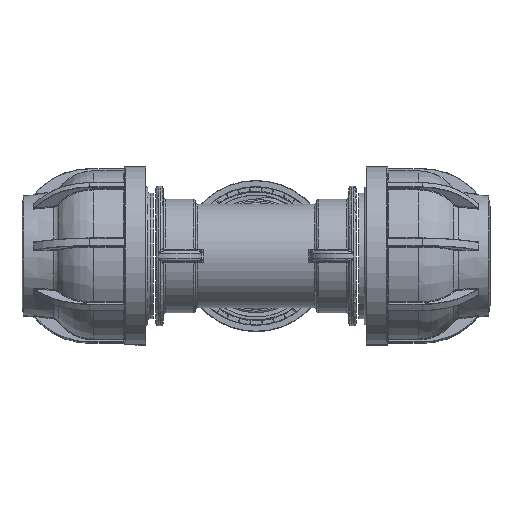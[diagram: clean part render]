
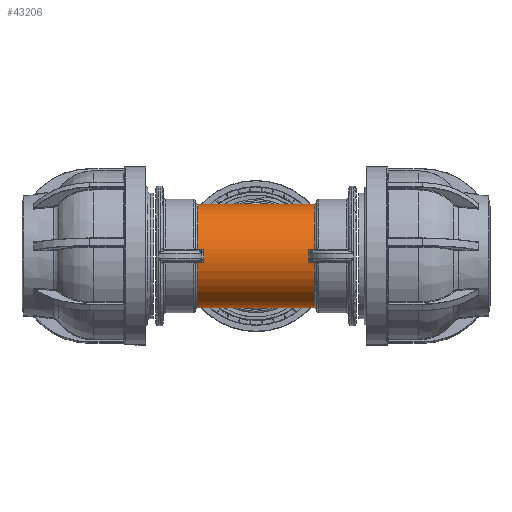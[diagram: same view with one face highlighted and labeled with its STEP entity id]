
A CAD part, front view. The second image highlights one B-rep face of the part: STEP entity #43206.
In plain terms, the highlighted cylindrical face has radius 18 mm (diameter 36 mm), a partial arc.
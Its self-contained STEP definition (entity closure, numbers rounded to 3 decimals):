
#10681 = EDGE_LOOP ( 'NONE', ( #12024, #12026, #12025, #12027, #12028, #12029, #12030, #12031, #12032, #12033, #12034, #12035 ) ) ;
#10831 = VERTEX_POINT ( 'NONE', #52148 ) ;
#10832 = VERTEX_POINT ( 'NONE', #52149 ) ;
#10833 = VERTEX_POINT ( 'NONE', #52150 ) ;
#10834 = VERTEX_POINT ( 'NONE', #52151 ) ;
#10835 = VERTEX_POINT ( 'NONE', #52152 ) ;
#10836 = VERTEX_POINT ( 'NONE', #52153 ) ;
#10837 = VERTEX_POINT ( 'NONE', #52154 ) ;
#10838 = VERTEX_POINT ( 'NONE', #52155 ) ;
#10839 = VERTEX_POINT ( 'NONE', #52156 ) ;
#10840 = VERTEX_POINT ( 'NONE', #52157 ) ;
#10841 = VERTEX_POINT ( 'NONE', #52158 ) ;
#10842 = VERTEX_POINT ( 'NONE', #52159 ) ;
#12024 = ORIENTED_EDGE ( 'NONE', *, *, #42261, .T. ) ;
#12025 = ORIENTED_EDGE ( 'NONE', *, *, #42264, .T. ) ;
#12026 = ORIENTED_EDGE ( 'NONE', *, *, #42259, .T. ) ;
#12027 = ORIENTED_EDGE ( 'NONE', *, *, #42265, .T. ) ;
#12028 = ORIENTED_EDGE ( 'NONE', *, *, #42268, .T. ) ;
#12029 = ORIENTED_EDGE ( 'NONE', *, *, #42270, .T. ) ;
#12030 = ORIENTED_EDGE ( 'NONE', *, *, #42272, .T. ) ;
#12031 = ORIENTED_EDGE ( 'NONE', *, *, #42274, .F. ) ;
#12032 = ORIENTED_EDGE ( 'NONE', *, *, #42277, .T. ) ;
#12033 = ORIENTED_EDGE ( 'NONE', *, *, #42279, .T. ) ;
#12034 = ORIENTED_EDGE ( 'NONE', *, *, #42282, .T. ) ;
#12035 = ORIENTED_EDGE ( 'NONE', *, *, #42283, .T. ) ;
#35612 = B_SPLINE_CURVE_WITH_KNOTS ( 'NONE', 3,
 ( #73363, #73364, #73365, #73366, #73367, #73368 ),
 .UNSPECIFIED., .F., .F.,
 ( 4, 2, 4 ),
 ( 0., 0.002, 0.005 ),
 .UNSPECIFIED. ) ;
#35613 = B_SPLINE_CURVE_WITH_KNOTS ( 'NONE', 3,
 ( #73381, #73382, #73383, #73384, #73385, #73386 ),
 .UNSPECIFIED., .F., .F.,
 ( 4, 2, 4 ),
 ( 0., 0.002, 0.005 ),
 .UNSPECIFIED. ) ;
#42259 = EDGE_CURVE ( 'NONE', #10841, #10840, #62892, .T. ) ;
#42261 = EDGE_CURVE ( 'NONE', #10842, #10841, #70302, .T. ) ;
#42264 = EDGE_CURVE ( 'NONE', #10840, #10839, #70299, .T. ) ;
#42265 = EDGE_CURVE ( 'NONE', #10839, #10838, #62894, .T. ) ;
#42268 = EDGE_CURVE ( 'NONE', #10838, #10837, #35612, .T. ) ;
#42270 = EDGE_CURVE ( 'NONE', #10837, #10836, #62897, .T. ) ;
#42272 = EDGE_CURVE ( 'NONE', #10836, #10835, #70281, .T. ) ;
#42274 = EDGE_CURVE ( 'NONE', #10834, #10835, #62899, .T. ) ;
#42277 = EDGE_CURVE ( 'NONE', #10834, #10833, #70310, .T. ) ;
#42279 = EDGE_CURVE ( 'NONE', #10833, #10832, #62901, .T. ) ;
#42282 = EDGE_CURVE ( 'NONE', #10832, #10831, #35613, .T. ) ;
#42283 = EDGE_CURVE ( 'NONE', #10831, #10842, #62903, .T. ) ;
#43206 = ADVANCED_FACE ( 'NONE', ( #63281 ), #63283, .T. ) ;
#52148 = CARTESIAN_POINT ( 'NONE',  ( -18.061, -17.839, -2.4 ) ) ;
#52149 = CARTESIAN_POINT ( 'NONE',  ( -18.061, -17.839, 2.4 ) ) ;
#52150 = CARTESIAN_POINT ( 'NONE',  ( -20.25, -17.839, 2.4 ) ) ;
#52151 = CARTESIAN_POINT ( 'NONE',  ( -20.25, 0., 18. ) ) ;
#52152 = CARTESIAN_POINT ( 'NONE',  ( 20.25, 0., 18. ) ) ;
#52153 = CARTESIAN_POINT ( 'NONE',  ( 20.25, -17.839, 2.4 ) ) ;
#52154 = CARTESIAN_POINT ( 'NONE',  ( 18.061, -17.839, 2.4 ) ) ;
#52155 = CARTESIAN_POINT ( 'NONE',  ( 18.061, -17.839, -2.4 ) ) ;
#52156 = CARTESIAN_POINT ( 'NONE',  ( 20.25, -17.839, -2.4 ) ) ;
#52157 = CARTESIAN_POINT ( 'NONE',  ( 20.25, 0., -18. ) ) ;
#52158 = CARTESIAN_POINT ( 'NONE',  ( -20.25, 0., -18. ) ) ;
#52159 = CARTESIAN_POINT ( 'NONE',  ( -20.25, -17.839, -2.4 ) ) ;
#62892 = LINE ( 'NONE', #73353, #70303 ) ;
#62894 = LINE ( 'NONE', #73361, #70306 ) ;
#62897 = LINE ( 'NONE', #73369, #70308 ) ;
#62899 = LINE ( 'NONE', #73374, #70311 ) ;
#62901 = LINE ( 'NONE', #73379, #70314 ) ;
#62903 = LINE ( 'NONE', #73387, #70316 ) ;
#63281 = FACE_OUTER_BOUND ( 'NONE', #10681, .T. ) ;
#63283 = CYLINDRICAL_SURFACE ( 'NONE', #70828, 18. ) ;
#70281 = CIRCLE ( 'NONE', #70309, 18. ) ;
#70299 = CIRCLE ( 'NONE', #70305, 18. ) ;
#70302 = CIRCLE ( 'NONE', #70304, 18. ) ;
#70303 = VECTOR ( 'NONE', #73354, 1000. ) ;
#70304 = AXIS2_PLACEMENT_3D ( 'NONE', #73355, #73356, #73357 ) ;
#70305 = AXIS2_PLACEMENT_3D ( 'NONE', #73358, #73359, #73360 ) ;
#70306 = VECTOR ( 'NONE', #73362, 1000. ) ;
#70308 = VECTOR ( 'NONE', #73370, 1000. ) ;
#70309 = AXIS2_PLACEMENT_3D ( 'NONE', #73371, #73372, #73373 ) ;
#70310 = CIRCLE ( 'NONE', #70312, 18. ) ;
#70311 = VECTOR ( 'NONE', #73375, 1000. ) ;
#70312 = AXIS2_PLACEMENT_3D ( 'NONE', #73376, #73377, #73378 ) ;
#70314 = VECTOR ( 'NONE', #73380, 1000. ) ;
#70316 = VECTOR ( 'NONE', #73388, 1000. ) ;
#70828 = AXIS2_PLACEMENT_3D ( 'NONE', #75485, #75486, #75487 ) ;
#73353 = CARTESIAN_POINT ( 'NONE',  ( 0., 0., -18. ) ) ;
#73354 = DIRECTION ( 'NONE',  ( 1., 0., 0. ) ) ;
#73355 = CARTESIAN_POINT ( 'NONE',  ( -20.25, 0., 0. ) ) ;
#73356 = DIRECTION ( 'NONE',  ( 1., 0., 0. ) ) ;
#73357 = DIRECTION ( 'NONE',  ( 0., 0., -1. ) ) ;
#73358 = CARTESIAN_POINT ( 'NONE',  ( 20.25, 0., 0. ) ) ;
#73359 = DIRECTION ( 'NONE',  ( -1., 0., 0. ) ) ;
#73360 = DIRECTION ( 'NONE',  ( 0., 0., 1. ) ) ;
#73361 = CARTESIAN_POINT ( 'NONE',  ( 0., -17.839, -2.4 ) ) ;
#73362 = DIRECTION ( 'NONE',  ( -1., 0., 0. ) ) ;
#73363 = CARTESIAN_POINT ( 'NONE',  ( 18.061, -17.839, -2.4 ) ) ;
#73364 = CARTESIAN_POINT ( 'NONE',  ( 18.116, -17.946, -1.605 ) ) ;
#73365 = CARTESIAN_POINT ( 'NONE',  ( 18.144, -18., -0.805 ) ) ;
#73366 = CARTESIAN_POINT ( 'NONE',  ( 18.144, -18., 0.805 ) ) ;
#73367 = CARTESIAN_POINT ( 'NONE',  ( 18.116, -17.946, 1.605 ) ) ;
#73368 = CARTESIAN_POINT ( 'NONE',  ( 18.061, -17.839, 2.4 ) ) ;
#73369 = CARTESIAN_POINT ( 'NONE',  ( 0., -17.839, 2.4 ) ) ;
#73370 = DIRECTION ( 'NONE',  ( 1., 0., 0. ) ) ;
#73371 = CARTESIAN_POINT ( 'NONE',  ( 20.25, 0., 0. ) ) ;
#73372 = DIRECTION ( 'NONE',  ( -1., 0., 0. ) ) ;
#73373 = DIRECTION ( 'NONE',  ( 0., 0., 1. ) ) ;
#73374 = CARTESIAN_POINT ( 'NONE',  ( 0., 0., 18. ) ) ;
#73375 = DIRECTION ( 'NONE',  ( 1., 0., 0. ) ) ;
#73376 = CARTESIAN_POINT ( 'NONE',  ( -20.25, 0., 0. ) ) ;
#73377 = DIRECTION ( 'NONE',  ( 1., 0., 0. ) ) ;
#73378 = DIRECTION ( 'NONE',  ( 0., 0., -1. ) ) ;
#73379 = CARTESIAN_POINT ( 'NONE',  ( 0., -17.839, 2.4 ) ) ;
#73380 = DIRECTION ( 'NONE',  ( 1., 0., 0. ) ) ;
#73381 = CARTESIAN_POINT ( 'NONE',  ( -18.061, -17.839, 2.4 ) ) ;
#73382 = CARTESIAN_POINT ( 'NONE',  ( -18.116, -17.946, 1.605 ) ) ;
#73383 = CARTESIAN_POINT ( 'NONE',  ( -18.144, -18., 0.805 ) ) ;
#73384 = CARTESIAN_POINT ( 'NONE',  ( -18.144, -18., -0.805 ) ) ;
#73385 = CARTESIAN_POINT ( 'NONE',  ( -18.116, -17.946, -1.605 ) ) ;
#73386 = CARTESIAN_POINT ( 'NONE',  ( -18.061, -17.839, -2.4 ) ) ;
#73387 = CARTESIAN_POINT ( 'NONE',  ( 0., -17.839, -2.4 ) ) ;
#73388 = DIRECTION ( 'NONE',  ( -1., 0., 0. ) ) ;
#75485 = CARTESIAN_POINT ( 'NONE',  ( 0., 0., 0. ) ) ;
#75486 = DIRECTION ( 'NONE',  ( 1., 0., 0. ) ) ;
#75487 = DIRECTION ( 'NONE',  ( 0., 0., 1. ) ) ;
